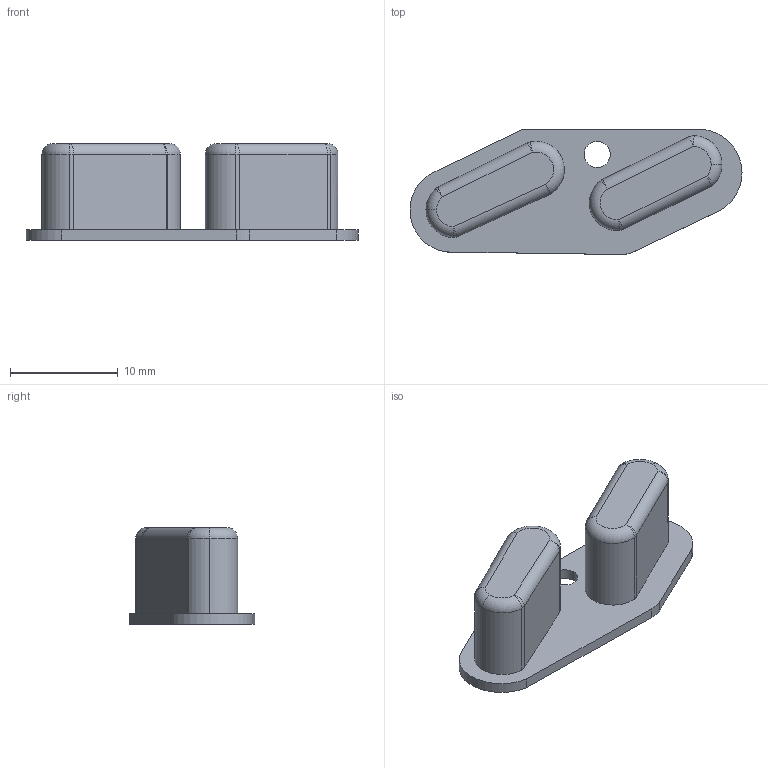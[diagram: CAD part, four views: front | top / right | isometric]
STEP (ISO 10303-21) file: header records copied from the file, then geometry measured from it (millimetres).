
FILE_DESCRIPTION (( 'STEP AP214' ), '1' );
FILE_NAME ('StartSelect.STEP', '2020-06-16T08:49:25', ( '' ), ( '' ), 'SwSTEP 2.0', 'SolidWorks 2019', '' );
FILE_SCHEMA (( 'AUTOMOTIVE_DESIGN' ));
Length unit declared in the file: millimetre
Products named in the file (1): StartSelect
Bounding box: 30.82 x 11.64 x 9 mm (x, y, z)
Volume: 1161 mm3; surface area: 1217.2 mm2
Topology: 1 solids, 1 shells, 62 faces, 151 edges, 87 vertices
Faces by surface type: cylinder 29, plane 18, sphere 8, torus 6, bspline 1
Entity records: 1806 total; most frequent: DIRECTION 340, CARTESIAN_POINT 306, ORIENTED_EDGE 286, EDGE_CURVE 143, AXIS2_PLACEMENT_3D 137, VERTEX_POINT 87, CIRCLE 75, EDGE_LOOP 68
